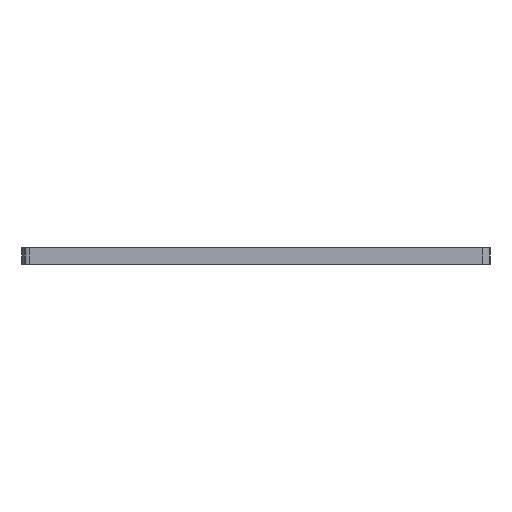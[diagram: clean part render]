
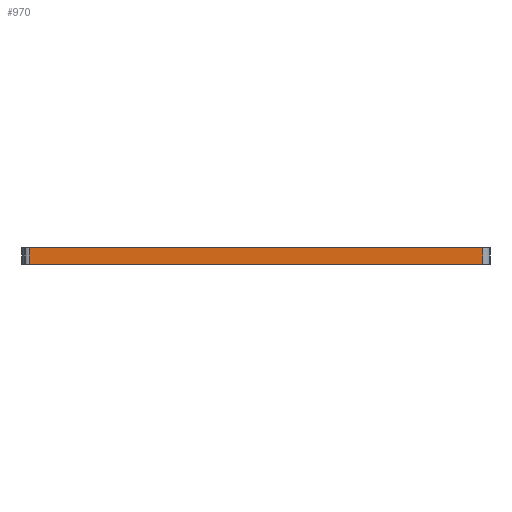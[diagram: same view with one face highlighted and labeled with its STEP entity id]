
A CAD part, left-side view. The second image highlights one B-rep face of the part: STEP entity #970.
In plain terms, the highlighted planar face has unit normal (-1, 0, 0).
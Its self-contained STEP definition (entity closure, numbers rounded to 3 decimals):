
#51=PLANE('',#1095);
#87=FACE_OUTER_BOUND('',#137,.T.);
#137=EDGE_LOOP('',(#698,#699,#700,#701));
#211=LINE('',#1520,#303);
#212=LINE('',#1522,#304);
#213=LINE('',#1524,#305);
#214=LINE('',#1525,#306);
#303=VECTOR('',#1236,10.);
#304=VECTOR('',#1237,10.);
#305=VECTOR('',#1238,10.);
#306=VECTOR('',#1239,10.);
#450=VERTEX_POINT('',#1518);
#451=VERTEX_POINT('',#1519);
#452=VERTEX_POINT('',#1521);
#453=VERTEX_POINT('',#1523);
#551=EDGE_CURVE('',#450,#451,#211,.T.);
#552=EDGE_CURVE('',#451,#452,#212,.T.);
#553=EDGE_CURVE('',#453,#452,#213,.T.);
#554=EDGE_CURVE('',#450,#453,#214,.T.);
#698=ORIENTED_EDGE('',*,*,#551,.T.);
#699=ORIENTED_EDGE('',*,*,#552,.T.);
#700=ORIENTED_EDGE('',*,*,#553,.F.);
#701=ORIENTED_EDGE('',*,*,#554,.F.);
#970=ADVANCED_FACE('',(#87),#51,.T.);
#1095=AXIS2_PLACEMENT_3D('',#1517,#1234,#1235);
#1234=DIRECTION('center_axis',(-1.,0.,0.));
#1235=DIRECTION('ref_axis',(0.,-1.,0.));
#1236=DIRECTION('',(0.,-1.,0.));
#1237=DIRECTION('',(0.,0.,1.));
#1238=DIRECTION('',(0.,-1.,0.));
#1239=DIRECTION('',(0.,0.,1.));
#1517=CARTESIAN_POINT('Origin',(33.545,-33.609,1.6));
#1518=CARTESIAN_POINT('',(33.545,-33.609,1.6));
#1519=CARTESIAN_POINT('',(33.545,-160.609,1.6));
#1520=CARTESIAN_POINT('',(33.545,-33.609,1.6));
#1521=CARTESIAN_POINT('',(33.545,-160.609,6.1));
#1522=CARTESIAN_POINT('',(33.545,-160.609,1.6));
#1523=CARTESIAN_POINT('',(33.545,-33.609,6.1));
#1524=CARTESIAN_POINT('',(33.545,-33.609,6.1));
#1525=CARTESIAN_POINT('',(33.545,-33.609,1.6));
